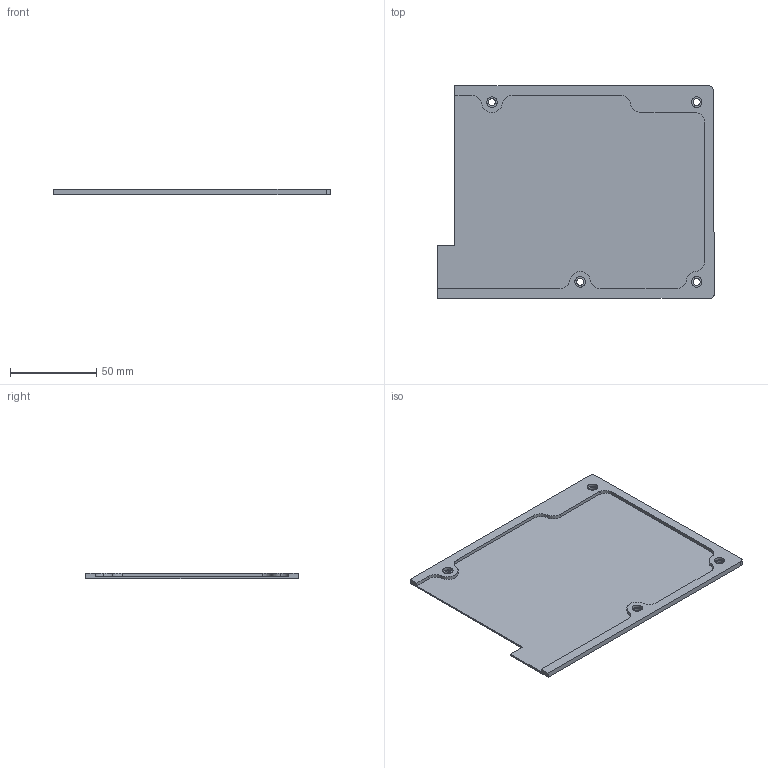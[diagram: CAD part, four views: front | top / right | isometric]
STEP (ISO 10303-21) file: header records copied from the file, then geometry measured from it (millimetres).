
FILE_DESCRIPTION(/* description */ ('','CAx-IF Rec.Pracs.---Representation and Presentation of Product Manufacturing Information (PMI)---4.0---2014-10-13'),/* implementation_level */ '2;1');
FILE_NAME(/* name */ 'Bottom Plate Split Left_v10.step',/* time_stamp */ '2025-03-01T16:59:11Z',/* author */ (''),/* organization */ (''),/* preprocessor_version */ 'ST-DEVELOPER v20',/* originating_system */ 'Autodesk Translation Framework v13.20.0.188',/* authorisation */ '');
FILE_SCHEMA (('AP242_MANAGED_MODEL_BASED_3D_ENGINEERING_MIM_LF { 1 0 10303 442 1 1 4 }'));
Length unit declared in the file: millimetre
Products named in the file (2): Bottom Plate Split Left; Bottom Plate v16
Assembly tree (1 placements, depth 2):
  Bottom Plate Split Left
    Bottom Plate v16
Bounding box: 160.62 x 123.3 x 3 mm (x, y, z)
Volume: 24734 mm3; surface area: 40039.6 mm2
Topology: 1 solids, 1 shells, 44 faces, 114 edges, 76 vertices
Faces by surface type: cylinder 24, plane 20
Full cylindrical faces by diameter (mm): 4 x4, 6.1 x4
Entity records: 1424 total; most frequent: DIRECTION 256, CARTESIAN_POINT 237, ORIENTED_EDGE 228, EDGE_CURVE 114, AXIS2_PLACEMENT_3D 95, VERTEX_POINT 76, LINE 66, VECTOR 66
